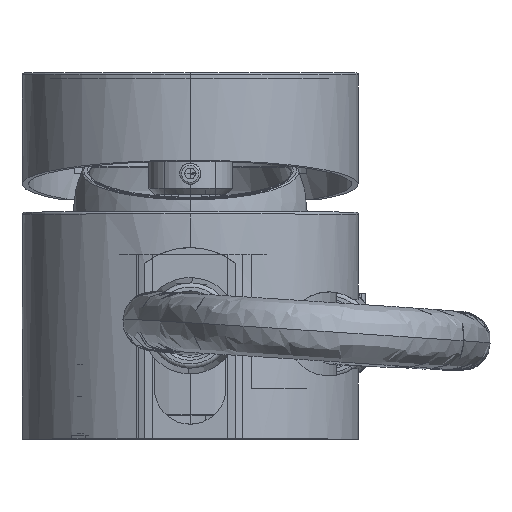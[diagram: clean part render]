
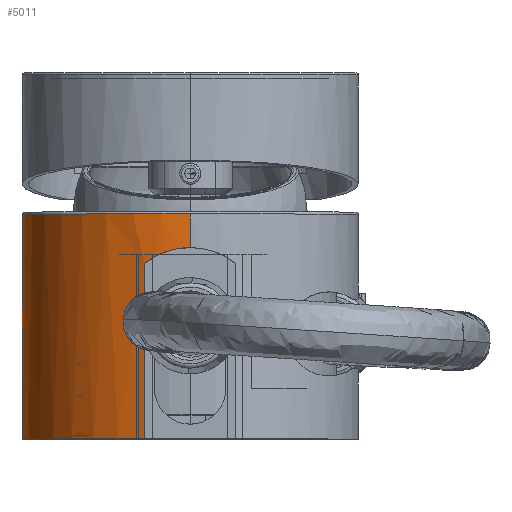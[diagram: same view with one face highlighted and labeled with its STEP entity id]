
A CAD part, top view. The second image highlights one B-rep face of the part: STEP entity #5011.
In plain terms, the highlighted cylindrical face has radius 40 mm (diameter 80 mm), a partial arc.
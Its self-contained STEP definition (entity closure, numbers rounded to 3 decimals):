
#1809 = DIRECTION ( 'NONE',  ( 0., -1., 0. ) ) ;
#2148 = CARTESIAN_POINT ( 'NONE',  ( 0., 0., -40. ) ) ;
#2272 = CARTESIAN_POINT ( 'NONE',  ( -10.851, 41.73, 38.5 ) ) ;
#2789 = DIRECTION ( 'NONE',  ( 0., 1., 0. ) ) ;
#3042 = CARTESIAN_POINT ( 'NONE',  ( -9.286, 42.865, 38.917 ) ) ;
#3459 = AXIS2_PLACEMENT_3D ( 'NONE', #22470, #17582, #9847 ) ;
#3822 = EDGE_CURVE ( 'NONE', #33933, #32671, #19609, .T. ) ;
#3969 = AXIS2_PLACEMENT_3D ( 'NONE', #18115, #2789, #20733 ) ;
#4193 = VERTEX_POINT ( 'NONE', #23664 ) ;
#4907 = VECTOR ( 'NONE', #1809, 1000. ) ;
#4974 = VERTEX_POINT ( 'NONE', #6769 ) ;
#5011 = ADVANCED_FACE ( 'NONE', ( #26572 ), #24942, .T. ) ;
#5802 = CARTESIAN_POINT ( 'NONE',  ( -1.975, 45.416, 39.963 ) ) ;
#6769 = CARTESIAN_POINT ( 'NONE',  ( -10.851, 0., 38.5 ) ) ;
#7745 = EDGE_CURVE ( 'NONE', #25458, #4974, #13858, .T. ) ;
#7878 = LINE ( 'NONE', #27739, #22951 ) ;
#8352 = ORIENTED_EDGE ( 'NONE', *, *, #21580, .T. ) ;
#9621 = CARTESIAN_POINT ( 'NONE',  ( 0., 0., 40. ) ) ;
#9829 = EDGE_CURVE ( 'NONE', #23421, #25458, #26828, .T. ) ;
#9847 = DIRECTION ( 'NONE',  ( 0., 0., -1. ) ) ;
#10232 = CIRCLE ( 'NONE', #24997, 40. ) ;
#10672 = DIRECTION ( 'NONE',  ( 0., -1., 0. ) ) ;
#10722 = CARTESIAN_POINT ( 'NONE',  ( -6.242, 44.357, 39.513 ) ) ;
#11031 = CARTESIAN_POINT ( 'NONE',  ( 0., 53.5, 40. ) ) ;
#12021 = ORIENTED_EDGE ( 'NONE', *, *, #25351, .F. ) ;
#12458 = CIRCLE ( 'NONE', #29230, 40. ) ;
#13030 = DIRECTION ( 'NONE',  ( 0., -1., 0. ) ) ;
#13247 = CARTESIAN_POINT ( 'NONE',  ( -3.9, 45.088, 39.821 ) ) ;
#13858 = CIRCLE ( 'NONE', #3969, 40. ) ;
#15828 = CARTESIAN_POINT ( 'NONE',  ( -6.697, 44.175, 39.438 ) ) ;
#15857 = ORIENTED_EDGE ( 'NONE', *, *, #9829, .T. ) ;
#16278 = CARTESIAN_POINT ( 'NONE',  ( -10.851, 41.73, 38.5 ) ) ;
#16884 = ORIENTED_EDGE ( 'NONE', *, *, #3822, .T. ) ;
#17582 = DIRECTION ( 'NONE',  ( 0., -1., 0. ) ) ;
#18115 = CARTESIAN_POINT ( 'NONE',  ( 0., 0., 0. ) ) ;
#18792 = CARTESIAN_POINT ( 'NONE',  ( -10.089, 42.332, 38.715 ) ) ;
#18904 = CARTESIAN_POINT ( 'NONE',  ( -7.585, 43.778, 39.277 ) ) ;
#19609 = B_SPLINE_CURVE_WITH_KNOTS ( 'NONE', 3,
 ( #16278, #18792, #3042, #29053, #18904, #15828, #10722, #21406, #13247, #5802, #23693, #23923 ),
 .UNSPECIFIED., .F., .F.,
 ( 4, 2, 2, 2, 2, 4 ),
 ( 0., 0.003, 0.004, 0.006, 0.009, 0.012 ),
 .UNSPECIFIED. ) ;
#20410 = CARTESIAN_POINT ( 'NONE',  ( 0., 53.5, 0. ) ) ;
#20733 = DIRECTION ( 'NONE',  ( 0., 0., -1. ) ) ;
#21406 = CARTESIAN_POINT ( 'NONE',  ( -4.847, 44.844, 39.716 ) ) ;
#21580 = EDGE_CURVE ( 'NONE', #4974, #33933, #7878, .T. ) ;
#22161 = ORIENTED_EDGE ( 'NONE', *, *, #7745, .T. ) ;
#22398 = CARTESIAN_POINT ( 'NONE',  ( 0., 53.5, -40. ) ) ;
#22470 = CARTESIAN_POINT ( 'NONE',  ( 0., 0., 0. ) ) ;
#22951 = VECTOR ( 'NONE', #30381, 1000. ) ;
#23267 = CARTESIAN_POINT ( 'NONE',  ( 0., 53.5, 0. ) ) ;
#23329 = VERTEX_POINT ( 'NONE', #11031 ) ;
#23421 = VERTEX_POINT ( 'NONE', #22398 ) ;
#23664 = CARTESIAN_POINT ( 'NONE',  ( -40., 53.5, 0. ) ) ;
#23693 = CARTESIAN_POINT ( 'NONE',  ( -0.996, 45.5, 40. ) ) ;
#23923 = CARTESIAN_POINT ( 'NONE',  ( 0., 45.5, 40. ) ) ;
#23998 = CARTESIAN_POINT ( 'NONE',  ( 0., 45.5, 40. ) ) ;
#24693 = ORIENTED_EDGE ( 'NONE', *, *, #29598, .T. ) ;
#24942 = CYLINDRICAL_SURFACE ( 'NONE', #3459, 40. ) ;
#24997 = AXIS2_PLACEMENT_3D ( 'NONE', #23267, #13030, #28616 ) ;
#25351 = EDGE_CURVE ( 'NONE', #23329, #32671, #31017, .T. ) ;
#25458 = VERTEX_POINT ( 'NONE', #2148 ) ;
#25498 = EDGE_CURVE ( 'NONE', #23329, #4193, #10232, .T. ) ;
#25773 = DIRECTION ( 'NONE',  ( 0., 0., -1. ) ) ;
#26572 = FACE_OUTER_BOUND ( 'NONE', #32838, .T. ) ;
#26828 = LINE ( 'NONE', #31428, #30522 ) ;
#27739 = CARTESIAN_POINT ( 'NONE',  ( -10.851, 0., 38.5 ) ) ;
#28299 = DIRECTION ( 'NONE',  ( 0., -1., 0. ) ) ;
#28616 = DIRECTION ( 'NONE',  ( 0., 0., -1. ) ) ;
#29053 = CARTESIAN_POINT ( 'NONE',  ( -8.018, 43.563, 39.191 ) ) ;
#29230 = AXIS2_PLACEMENT_3D ( 'NONE', #20410, #28299, #25773 ) ;
#29598 = EDGE_CURVE ( 'NONE', #4193, #23421, #12458, .T. ) ;
#30381 = DIRECTION ( 'NONE',  ( 0., 1., 0. ) ) ;
#30522 = VECTOR ( 'NONE', #10672, 1000. ) ;
#31017 = LINE ( 'NONE', #9621, #4907 ) ;
#31428 = CARTESIAN_POINT ( 'NONE',  ( 0., 0., -40. ) ) ;
#32671 = VERTEX_POINT ( 'NONE', #23998 ) ;
#32838 = EDGE_LOOP ( 'NONE', ( #12021, #33773, #24693, #15857, #22161, #8352, #16884 ) ) ;
#33773 = ORIENTED_EDGE ( 'NONE', *, *, #25498, .T. ) ;
#33933 = VERTEX_POINT ( 'NONE', #2272 ) ;
